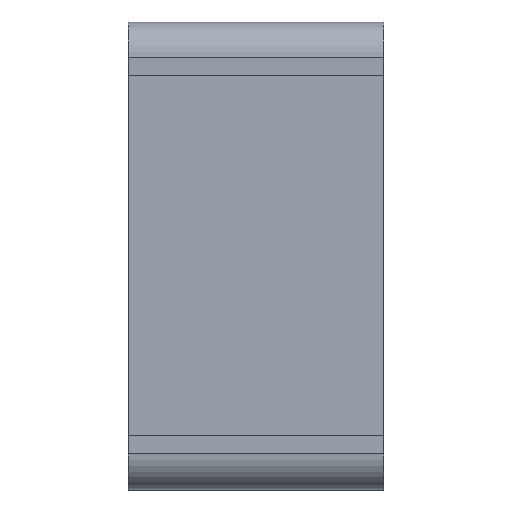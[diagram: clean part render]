
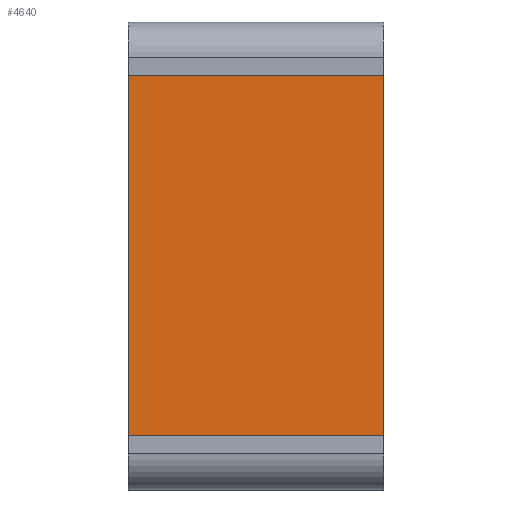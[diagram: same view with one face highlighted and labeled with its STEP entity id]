
A CAD part, top view. The second image highlights one B-rep face of the part: STEP entity #4640.
In plain terms, the highlighted face is planar.
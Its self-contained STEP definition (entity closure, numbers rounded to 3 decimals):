
#780=CARTESIAN_POINT('',(1.,75.15,0.));
#790=VERTEX_POINT('',#780);
#820=CARTESIAN_POINT('',(-4.,75.15,0.));
#830=DIRECTION('',(1.,0.,0.));
#840=VECTOR('',#830,1.);
#850=LINE('',#820,#840);
#860=CARTESIAN_POINT('',(-4.,75.15,0.));
#870=VERTEX_POINT('',#860);
#880=EDGE_CURVE('',#870,#790,#850,.T.);
#1330=CARTESIAN_POINT('',(-4.,75.15,3.55));
#1340=VERTEX_POINT('',#1330);
#1370=CARTESIAN_POINT('',(-4.,75.15,3.55));
#1380=DIRECTION('',(1.,0.,0.));
#1390=VECTOR('',#1380,1.);
#1400=LINE('',#1370,#1390);
#1410=CARTESIAN_POINT('',(1.,75.15,3.55));
#1420=VERTEX_POINT('',#1410);
#1430=EDGE_CURVE('',#1340,#1420,#1400,.T.);
#4310=CARTESIAN_POINT('',(1.,75.15,0.));
#4320=DIRECTION('',(0.,0.,1.));
#4330=VECTOR('',#4320,1.);
#4340=LINE('',#4310,#4330);
#4350=EDGE_CURVE('',#790,#1420,#4340,.T.);
#4480=CARTESIAN_POINT('',(-4.,75.15,0.));
#4490=DIRECTION('',(-0.,1.,0.));
#4500=DIRECTION('',(1.,0.,0.));
#4510=AXIS2_PLACEMENT_3D('',#4480,#4490,#4500);
#4520=PLANE('',#4510);
#4530=ORIENTED_EDGE('',*,*,#4350,.F.);
#4540=ORIENTED_EDGE('',*,*,#1430,.T.);
#4550=CARTESIAN_POINT('',(-4.,75.15,0.));
#4560=DIRECTION('',(0.,0.,1.));
#4570=VECTOR('',#4560,1.);
#4580=LINE('',#4550,#4570);
#4590=EDGE_CURVE('',#870,#1340,#4580,.T.);
#4600=ORIENTED_EDGE('',*,*,#4590,.T.);
#4610=ORIENTED_EDGE('',*,*,#880,.F.);
#4620=EDGE_LOOP('',(#4610,#4600,#4540,#4530));
#4630=FACE_OUTER_BOUND('',#4620,.T.);
#4640=ADVANCED_FACE('',(#4630),#4520,.T.);
